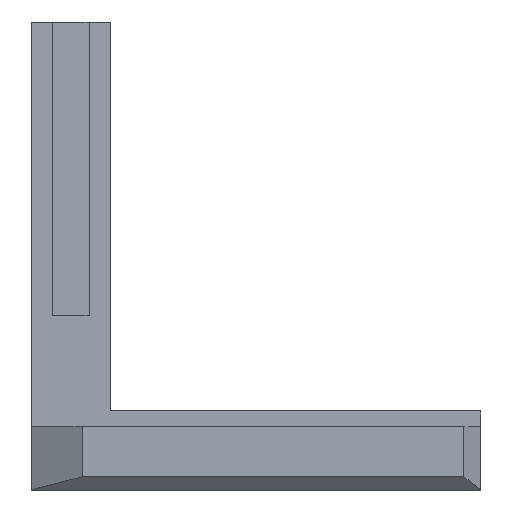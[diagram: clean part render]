
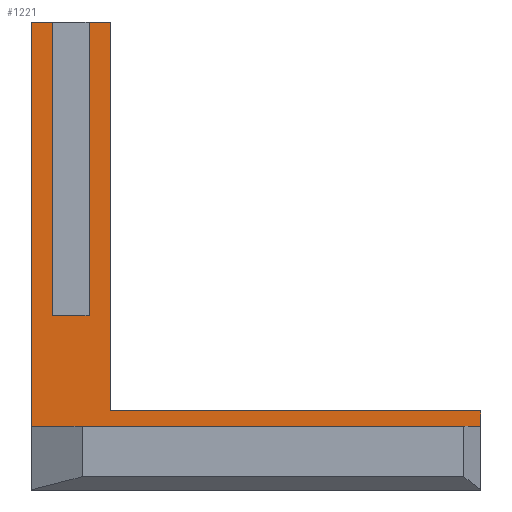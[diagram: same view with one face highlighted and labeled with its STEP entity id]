
A CAD part, top view. The second image highlights one B-rep face of the part: STEP entity #1221.
In plain terms, the highlighted planar face has unit normal (0, 0, 1).
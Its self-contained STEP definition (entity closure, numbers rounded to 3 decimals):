
#33=PLANE('',#1311);
#99=FACE_OUTER_BOUND('',#169,.T.);
#169=EDGE_LOOP('',(#1047,#1048,#1049,#1050,#1051,#1052,#1053,#1054,#1055,
#1056));
#307=LINE('',#4139,#405);
#311=LINE('',#4146,#409);
#312=LINE('',#4150,#410);
#316=LINE('',#4157,#414);
#327=LINE('',#4178,#425);
#335=LINE('',#4194,#433);
#339=LINE('',#4202,#437);
#340=LINE('',#4204,#438);
#341=LINE('',#4205,#439);
#342=LINE('',#4206,#440);
#405=VECTOR('',#1467,1000.);
#409=VECTOR('',#1473,1000.);
#410=VECTOR('',#1476,1000.);
#414=VECTOR('',#1480,1000.);
#425=VECTOR('',#1493,1000.);
#433=VECTOR('',#1505,1000.);
#437=VECTOR('',#1511,1000.);
#438=VECTOR('',#1512,1000.);
#439=VECTOR('',#1513,1000.);
#440=VECTOR('',#1514,1000.);
#549=VERTEX_POINT('',#4136);
#550=VERTEX_POINT('',#4138);
#552=VERTEX_POINT('',#4144);
#553=VERTEX_POINT('',#4148);
#554=VERTEX_POINT('',#4149);
#557=VERTEX_POINT('',#4155);
#566=VERTEX_POINT('',#4176);
#572=VERTEX_POINT('',#4193);
#575=VERTEX_POINT('',#4201);
#576=VERTEX_POINT('',#4203);
#709=EDGE_CURVE('',#550,#549,#307,.T.);
#713=EDGE_CURVE('',#549,#552,#311,.T.);
#714=EDGE_CURVE('',#553,#554,#312,.T.);
#718=EDGE_CURVE('',#552,#557,#316,.T.);
#729=EDGE_CURVE('',#554,#566,#327,.T.);
#737=EDGE_CURVE('',#572,#550,#335,.T.);
#741=EDGE_CURVE('',#557,#575,#339,.T.);
#742=EDGE_CURVE('',#575,#576,#340,.T.);
#743=EDGE_CURVE('',#576,#553,#341,.T.);
#744=EDGE_CURVE('',#566,#572,#342,.T.);
#1047=ORIENTED_EDGE('',*,*,#718,.T.);
#1048=ORIENTED_EDGE('',*,*,#741,.T.);
#1049=ORIENTED_EDGE('',*,*,#742,.T.);
#1050=ORIENTED_EDGE('',*,*,#743,.T.);
#1051=ORIENTED_EDGE('',*,*,#714,.T.);
#1052=ORIENTED_EDGE('',*,*,#729,.T.);
#1053=ORIENTED_EDGE('',*,*,#744,.T.);
#1054=ORIENTED_EDGE('',*,*,#737,.T.);
#1055=ORIENTED_EDGE('',*,*,#709,.T.);
#1056=ORIENTED_EDGE('',*,*,#713,.T.);
#1221=ADVANCED_FACE('',(#99),#33,.F.);
#1311=AXIS2_PLACEMENT_3D('',#4200,#1509,#1510);
#1467=DIRECTION('',(-1.,0.,0.));
#1473=DIRECTION('',(0.,1.,0.));
#1476=DIRECTION('',(-1.,0.,0.));
#1480=DIRECTION('',(-1.,0.,0.));
#1493=DIRECTION('',(0.,-1.,0.));
#1505=DIRECTION('',(0.,1.,0.));
#1509=DIRECTION('center_axis',(0.,0.,-1.));
#1510=DIRECTION('ref_axis',(-1.,0.,0.));
#1511=DIRECTION('',(0.,-1.,0.));
#1512=DIRECTION('',(-1.,0.,0.));
#1513=DIRECTION('',(0.,1.,0.));
#1514=DIRECTION('',(1.,0.,0.));
#4136=CARTESIAN_POINT('',(4.3,4.3,6.));
#4138=CARTESIAN_POINT('',(24.5,4.3,6.));
#4139=CARTESIAN_POINT('',(24.5,4.3,6.));
#4144=CARTESIAN_POINT('',(4.3,25.5,6.));
#4146=CARTESIAN_POINT('',(4.3,4.3,6.));
#4148=CARTESIAN_POINT('',(1.15,25.5,6.));
#4149=CARTESIAN_POINT('',(0.,25.5,6.));
#4150=CARTESIAN_POINT('',(4.3,25.5,6.));
#4155=CARTESIAN_POINT('',(3.15,25.5,6.));
#4157=CARTESIAN_POINT('',(4.3,25.5,6.));
#4176=CARTESIAN_POINT('',(0.,3.46,6.));
#4178=CARTESIAN_POINT('',(0.,25.5,6.));
#4193=CARTESIAN_POINT('',(24.5,3.46,6.));
#4194=CARTESIAN_POINT('',(24.5,0.,6.));
#4200=CARTESIAN_POINT('Origin',(0.,0.,6.));
#4201=CARTESIAN_POINT('',(3.15,9.5,6.));
#4202=CARTESIAN_POINT('',(3.15,0.,6.));
#4203=CARTESIAN_POINT('',(1.15,9.5,6.));
#4204=CARTESIAN_POINT('',(0.,9.5,6.));
#4205=CARTESIAN_POINT('',(1.15,0.,6.));
#4206=CARTESIAN_POINT('',(0.,3.46,6.));
